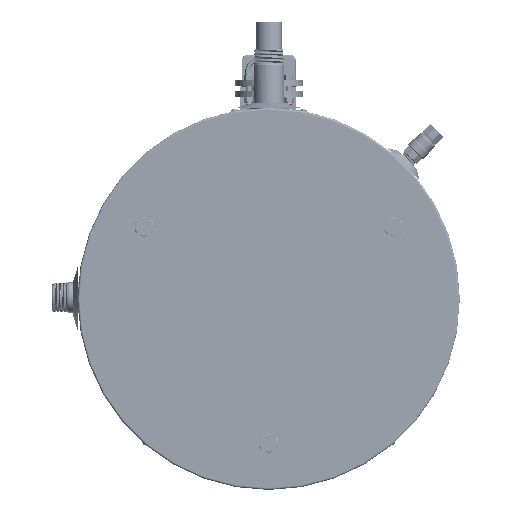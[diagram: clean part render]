
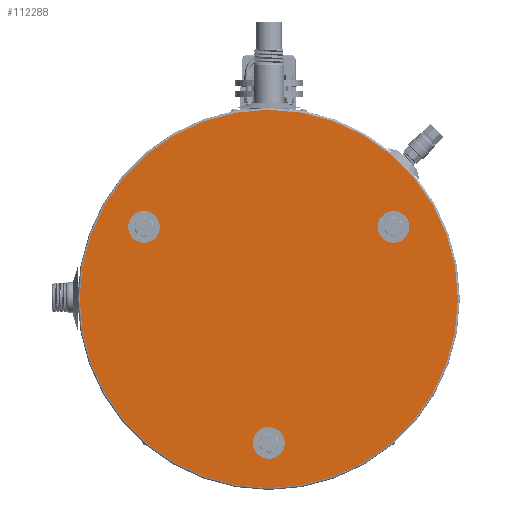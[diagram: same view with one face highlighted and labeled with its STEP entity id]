
A CAD part, front view. The second image highlights one B-rep face of the part: STEP entity #112288.
In plain terms, the highlighted planar face has unit normal (0, -1, 0).
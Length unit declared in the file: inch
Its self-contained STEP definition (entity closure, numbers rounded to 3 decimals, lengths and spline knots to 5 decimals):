
#235 = CARTESIAN_POINT ( 'NONE',  ( -7.85367, 1.4275, 4.53432 ) ) ;
#3520 = ORIENTED_EDGE ( 'NONE', *, *, #46009, .T. ) ;
#7964 = AXIS2_PLACEMENT_3D ( 'NONE', #288385, #245207, #242194 ) ;
#11677 = DIRECTION ( 'NONE',  ( 0., 0., -1. ) ) ;
#17175 = EDGE_LOOP ( 'NONE', ( #89467, #220801 ) ) ;
#26534 = CARTESIAN_POINT ( 'NONE',  ( 7.85367, 1.4275, 3.53432 ) ) ;
#28656 = VERTEX_POINT ( 'NONE', #202185 ) ;
#29777 = CARTESIAN_POINT ( 'NONE',  ( 0., 1.4275, 0. ) ) ;
#31567 = EDGE_CURVE ( 'NONE', #87574, #28656, #209239, .T. ) ;
#32477 = DIRECTION ( 'NONE',  ( 0., 1., 0. ) ) ;
#33998 = DIRECTION ( 'NONE',  ( 0., 0., -1. ) ) ;
#35154 = AXIS2_PLACEMENT_3D ( 'NONE', #295409, #270761, #229209 ) ;
#41438 = CARTESIAN_POINT ( 'NONE',  ( 7.85367, 1.4275, 5.53432 ) ) ;
#42251 = VERTEX_POINT ( 'NONE', #171841 ) ;
#46009 = EDGE_CURVE ( 'NONE', #271844, #145056, #173035, .T. ) ;
#51845 = VERTEX_POINT ( 'NONE', #259306 ) ;
#57699 = AXIS2_PLACEMENT_3D ( 'NONE', #284196, #282672, #142434 ) ;
#65916 = CIRCLE ( 'NONE', #110215, 1. ) ;
#75029 = CARTESIAN_POINT ( 'NONE',  ( 0., 1.4275, 0. ) ) ;
#79154 = FACE_BOUND ( 'NONE', #17175, .T. ) ;
#87574 = VERTEX_POINT ( 'NONE', #244588 ) ;
#89467 = ORIENTED_EDGE ( 'NONE', *, *, #119426, .T. ) ;
#96889 = AXIS2_PLACEMENT_3D ( 'NONE', #29777, #265579, #196350 ) ;
#110215 = AXIS2_PLACEMENT_3D ( 'NONE', #175233, #222909, #11677 ) ;
#112288 = ADVANCED_FACE ( 'NONE', ( #242528, #219403, #79154, #216355 ), #214852, .F. ) ;
#119426 = EDGE_CURVE ( 'NONE', #51845, #130220, #219671, .T. ) ;
#130220 = VERTEX_POINT ( 'NONE', #295673 ) ;
#130415 = AXIS2_PLACEMENT_3D ( 'NONE', #161615, #163140, #230974 ) ;
#132957 = ORIENTED_EDGE ( 'NONE', *, *, #303486, .T. ) ;
#142434 = DIRECTION ( 'NONE',  ( 0., 0., -1. ) ) ;
#145056 = VERTEX_POINT ( 'NONE', #26534 ) ;
#147253 = EDGE_CURVE ( 'NONE', #130220, #51845, #251935, .T. ) ;
#152414 = AXIS2_PLACEMENT_3D ( 'NONE', #235, #179688, #280812 ) ;
#161615 = CARTESIAN_POINT ( 'NONE',  ( 0., 1.4275, 0. ) ) ;
#163140 = DIRECTION ( 'NONE',  ( 0., -1., 0. ) ) ;
#169163 = DIRECTION ( 'NONE',  ( 0., 0., 1. ) ) ;
#171841 = CARTESIAN_POINT ( 'NONE',  ( -7.85367, 1.4275, 3.53432 ) ) ;
#173035 = CIRCLE ( 'NONE', #35154, 1. ) ;
#174546 = ORIENTED_EDGE ( 'NONE', *, *, #192296, .T. ) ;
#175233 = CARTESIAN_POINT ( 'NONE',  ( 7.85367, 1.4275, 4.53432 ) ) ;
#177124 = CIRCLE ( 'NONE', #152414, 1. ) ;
#179688 = DIRECTION ( 'NONE',  ( 0., 1., 0. ) ) ;
#183250 = AXIS2_PLACEMENT_3D ( 'NONE', #219066, #32477, #33998 ) ;
#183846 = AXIS2_PLACEMENT_3D ( 'NONE', #75029, #216813, #169163 ) ;
#192296 = EDGE_CURVE ( 'NONE', #42251, #299205, #225048, .T. ) ;
#196350 = DIRECTION ( 'NONE',  ( 0., 0., -1. ) ) ;
#201250 = ORIENTED_EDGE ( 'NONE', *, *, #209094, .T. ) ;
#202185 = CARTESIAN_POINT ( 'NONE',  ( 0., 1.4275, 11.905 ) ) ;
#206139 = EDGE_LOOP ( 'NONE', ( #174546, #212508 ) ) ;
#207659 = EDGE_CURVE ( 'NONE', #299205, #42251, #177124, .T. ) ;
#209094 = EDGE_CURVE ( 'NONE', #28656, #87574, #291889, .T. ) ;
#209239 = CIRCLE ( 'NONE', #130415, 11.905 ) ;
#212508 = ORIENTED_EDGE ( 'NONE', *, *, #207659, .T. ) ;
#214852 = PLANE ( 'NONE',  #96889 ) ;
#216355 = FACE_OUTER_BOUND ( 'NONE', #217618, .T. ) ;
#216813 = DIRECTION ( 'NONE',  ( 0., -1., 0. ) ) ;
#217618 = EDGE_LOOP ( 'NONE', ( #201250, #292085 ) ) ;
#219066 = CARTESIAN_POINT ( 'NONE',  ( 0., 1.4275, -9.06864 ) ) ;
#219403 = FACE_BOUND ( 'NONE', #206139, .T. ) ;
#219671 = CIRCLE ( 'NONE', #7964, 1. ) ;
#220801 = ORIENTED_EDGE ( 'NONE', *, *, #147253, .T. ) ;
#222909 = DIRECTION ( 'NONE',  ( 0., 1., 0. ) ) ;
#225048 = CIRCLE ( 'NONE', #57699, 1. ) ;
#229209 = DIRECTION ( 'NONE',  ( 0., 0., -1. ) ) ;
#230974 = DIRECTION ( 'NONE',  ( 0., 0., 1. ) ) ;
#242194 = DIRECTION ( 'NONE',  ( 0., 0., -1. ) ) ;
#242528 = FACE_BOUND ( 'NONE', #295671, .T. ) ;
#244588 = CARTESIAN_POINT ( 'NONE',  ( 0., 1.4275, -11.905 ) ) ;
#245207 = DIRECTION ( 'NONE',  ( 0., 1., 0. ) ) ;
#251935 = CIRCLE ( 'NONE', #183250, 1. ) ;
#259306 = CARTESIAN_POINT ( 'NONE',  ( 0., 1.4275, -10.06864 ) ) ;
#265579 = DIRECTION ( 'NONE',  ( 0., 1., 0. ) ) ;
#270761 = DIRECTION ( 'NONE',  ( 0., 1., 0. ) ) ;
#271844 = VERTEX_POINT ( 'NONE', #41438 ) ;
#279260 = CARTESIAN_POINT ( 'NONE',  ( -7.85367, 1.4275, 5.53432 ) ) ;
#280812 = DIRECTION ( 'NONE',  ( 0., 0., -1. ) ) ;
#282672 = DIRECTION ( 'NONE',  ( 0., 1., 0. ) ) ;
#284196 = CARTESIAN_POINT ( 'NONE',  ( -7.85367, 1.4275, 4.53432 ) ) ;
#288385 = CARTESIAN_POINT ( 'NONE',  ( 0., 1.4275, -9.06864 ) ) ;
#291889 = CIRCLE ( 'NONE', #183846, 11.905 ) ;
#292085 = ORIENTED_EDGE ( 'NONE', *, *, #31567, .T. ) ;
#295409 = CARTESIAN_POINT ( 'NONE',  ( 7.85367, 1.4275, 4.53432 ) ) ;
#295671 = EDGE_LOOP ( 'NONE', ( #132957, #3520 ) ) ;
#295673 = CARTESIAN_POINT ( 'NONE',  ( 0., 1.4275, -8.06864 ) ) ;
#299205 = VERTEX_POINT ( 'NONE', #279260 ) ;
#303486 = EDGE_CURVE ( 'NONE', #145056, #271844, #65916, .T. ) ;
